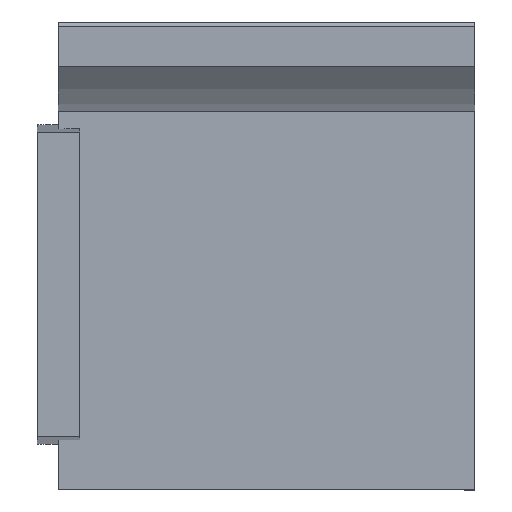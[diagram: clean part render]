
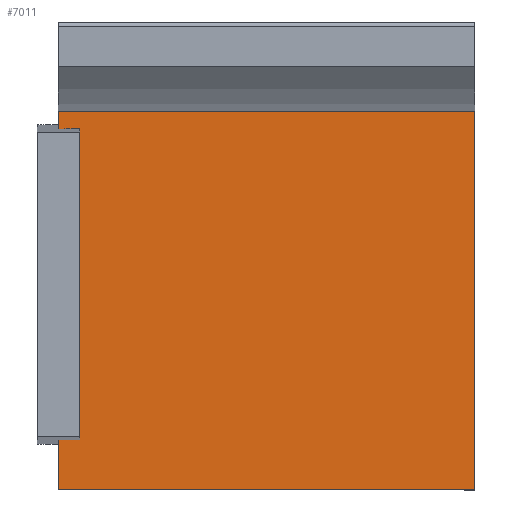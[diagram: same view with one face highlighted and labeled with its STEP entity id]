
A CAD part, top view. The second image highlights one B-rep face of the part: STEP entity #7011.
In plain terms, the highlighted planar face has unit normal (0, 0, 1).
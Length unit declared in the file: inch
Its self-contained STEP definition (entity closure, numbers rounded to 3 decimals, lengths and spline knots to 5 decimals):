
#1433=FACE_OUTER_BOUND('',#1974,.T.);
#1974=EDGE_LOOP('',(#4825,#4826,#4827,#4828));
#2596=LINE('',#10541,#2876);
#2598=LINE('',#10545,#2878);
#2600=LINE('',#10549,#2880);
#2602=LINE('',#10552,#2882);
#2876=VECTOR('',#8539,0.3937);
#2878=VECTOR('',#8543,0.3937);
#2880=VECTOR('',#8547,0.3937);
#2882=VECTOR('',#8551,0.3937);
#3155=VERTEX_POINT('',#10538);
#3156=VERTEX_POINT('',#10540);
#3157=VERTEX_POINT('',#10544);
#3158=VERTEX_POINT('',#10548);
#3750=EDGE_CURVE('',#3156,#3155,#2596,.T.);
#3752=EDGE_CURVE('',#3157,#3156,#2598,.T.);
#3754=EDGE_CURVE('',#3158,#3157,#2600,.T.);
#3756=EDGE_CURVE('',#3155,#3158,#2602,.T.);
#4825=ORIENTED_EDGE('',*,*,#3756,.T.);
#4826=ORIENTED_EDGE('',*,*,#3754,.T.);
#4827=ORIENTED_EDGE('',*,*,#3752,.T.);
#4828=ORIENTED_EDGE('',*,*,#3750,.T.);
#6926=PLANE('',#7673);
#7011=ADVANCED_FACE('',(#1433),#6926,.T.);
#7673=AXIS2_PLACEMENT_3D('',#10553,#8552,#8553);
#8539=DIRECTION('',(0.,1.,0.));
#8543=DIRECTION('',(1.,0.,0.));
#8547=DIRECTION('',(0.,-1.,0.));
#8551=DIRECTION('',(-1.,0.,0.));
#8552=DIRECTION('center_axis',(0.,0.,1.));
#8553=DIRECTION('ref_axis',(1.,0.,0.));
#10538=CARTESIAN_POINT('',(12.25,12.25,3.75));
#10540=CARTESIAN_POINT('',(12.25,-12.25,3.75));
#10541=CARTESIAN_POINT('',(12.25,12.25,3.75));
#10544=CARTESIAN_POINT('',(-12.25,-12.25,3.75));
#10545=CARTESIAN_POINT('',(12.25,-12.25,3.75));
#10548=CARTESIAN_POINT('',(-12.25,12.25,3.75));
#10549=CARTESIAN_POINT('',(-12.25,-12.25,3.75));
#10552=CARTESIAN_POINT('',(-12.25,12.25,3.75));
#10553=CARTESIAN_POINT('Origin',(0.,0.,3.75));
